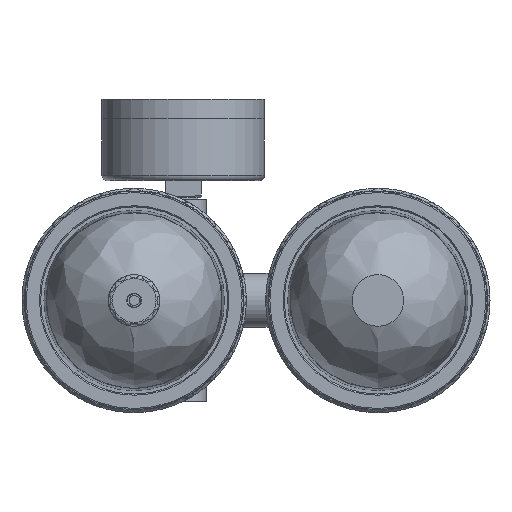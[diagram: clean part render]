
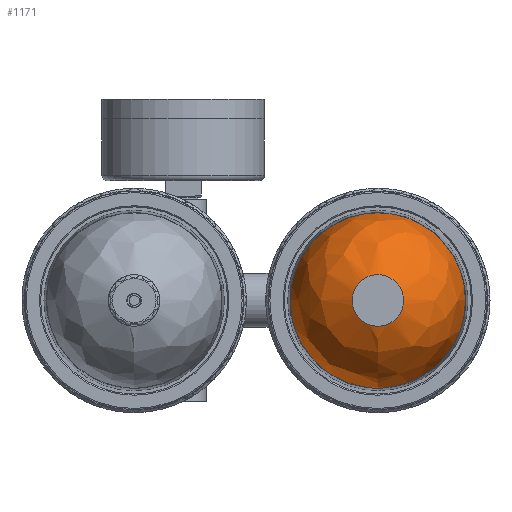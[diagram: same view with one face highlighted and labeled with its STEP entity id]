
A CAD part, front view. The second image highlights one B-rep face of the part: STEP entity #1171.
In plain terms, the highlighted free-form (B-spline) face has degree [3, 3] with [4, 7] control points.
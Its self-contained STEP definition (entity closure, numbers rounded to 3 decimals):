
#1171 = ADVANCED_FACE( '', ( #3073, #3074 ), #3075, .T. );
#3073 = FACE_OUTER_BOUND( '', #5030, .T. );
#3074 = FACE_OUTER_BOUND( '', #5031, .T. );
#3075 = ( BOUNDED_SURFACE(  )B_SPLINE_SURFACE( 3, 3, ( ( #5034, #5035, #5036, #5037, #5038, #5039, #5040 ), ( #5041, #5042, #5043, #5044, #5045, #5046, #5047 ), ( #5048, #5049, #5050, #5051, #5052, #5053, #5054 ), ( #5055, #5056, #5057, #5058, #5059, #5060, #5061 ) ), .UNSPECIFIED., .F., .T., .F. )B_SPLINE_SURFACE_WITH_KNOTS( ( 4, 4 ), ( 4, 3, 4 ), ( 0., 6.283 ), ( 0.011, 0.642, 1.272 ), .UNSPECIFIED. )GEOMETRIC_REPRESENTATION_ITEM(  )RATIONAL_B_SPLINE_SURFACE( ( ( 1., 0.333, 0.333, 1., 0.333, 0.333, 1. ), ( 0.872, 0.291, 0.291, 0.872, 0.291, 0.291, 0.872 ), ( 0.872, 0.291, 0.291, 0.872, 0.291, 0.291, 0.872 ), ( 1., 0.333, 0.333, 1., 0.333, 0.333, 1. ) ) )REPRESENTATION_ITEM( '' )SURFACE(  ) );
#5030 = EDGE_LOOP( '', ( #11623 ) );
#5031 = EDGE_LOOP( '', ( #11624 ) );
#5034 = CARTESIAN_POINT( '', ( 0., -118.496, -10. ) );
#5035 = CARTESIAN_POINT( '', ( 20., -118.496, -10. ) );
#5036 = CARTESIAN_POINT( '', ( 20., -118.496, 10. ) );
#5037 = CARTESIAN_POINT( '', ( 0., -118.496, 10. ) );
#5038 = CARTESIAN_POINT( '', ( -20., -118.496, 10. ) );
#5039 = CARTESIAN_POINT( '', ( -20., -118.496, -10. ) );
#5040 = CARTESIAN_POINT( '', ( 0., -118.496, -10. ) );
#5041 = CARTESIAN_POINT( '', ( 0., -113.987, -24.651 ) );
#5042 = CARTESIAN_POINT( '', ( 49.302, -113.987, -24.651 ) );
#5043 = CARTESIAN_POINT( '', ( 49.302, -113.987, 24.651 ) );
#5044 = CARTESIAN_POINT( '', ( 0., -113.987, 24.651 ) );
#5045 = CARTESIAN_POINT( '', ( -49.302, -113.987, 24.651 ) );
#5046 = CARTESIAN_POINT( '', ( -49.302, -113.987, -24.651 ) );
#5047 = CARTESIAN_POINT( '', ( 0., -113.987, -24.651 ) );
#5048 = CARTESIAN_POINT( '', ( 0., -101.706, -33.826 ) );
#5049 = CARTESIAN_POINT( '', ( 67.651, -101.706, -33.826 ) );
#5050 = CARTESIAN_POINT( '', ( 67.651, -101.706, 33.826 ) );
#5051 = CARTESIAN_POINT( '', ( 0., -101.706, 33.826 ) );
#5052 = CARTESIAN_POINT( '', ( -67.651, -101.706, 33.826 ) );
#5053 = CARTESIAN_POINT( '', ( -67.651, -101.706, -33.826 ) );
#5054 = CARTESIAN_POINT( '', ( 0., -101.706, -33.826 ) );
#5055 = CARTESIAN_POINT( '', ( 0., -86.378, -33.996 ) );
#5056 = CARTESIAN_POINT( '', ( 67.992, -86.378, -33.996 ) );
#5057 = CARTESIAN_POINT( '', ( 67.992, -86.378, 33.996 ) );
#5058 = CARTESIAN_POINT( '', ( 0., -86.378, 33.996 ) );
#5059 = CARTESIAN_POINT( '', ( -67.992, -86.378, 33.996 ) );
#5060 = CARTESIAN_POINT( '', ( -67.992, -86.378, -33.996 ) );
#5061 = CARTESIAN_POINT( '', ( 0., -86.378, -33.996 ) );
#11623 = ORIENTED_EDGE( '', *, *, #13663, .T. );
#11624 = ORIENTED_EDGE( '', *, *, #13662, .F. );
#13662 = EDGE_CURVE( '', #16965, #16965, #16966, .T. );
#13663 = EDGE_CURVE( '', #16967, #16967, #16968, .T. );
#16965 = VERTEX_POINT( '', #25086 );
#16966 = CIRCLE( '', #25087, 10. );
#16967 = VERTEX_POINT( '', #25088 );
#16968 = CIRCLE( '', #25089, 33.996 );
#25086 = CARTESIAN_POINT( '', ( 0., -118.496, -10. ) );
#25087 = AXIS2_PLACEMENT_3D( '', #28355, #28356, #28357 );
#25088 = CARTESIAN_POINT( '', ( 0., -86.378, -33.996 ) );
#25089 = AXIS2_PLACEMENT_3D( '', #28358, #28359, #28360 );
#28355 = CARTESIAN_POINT( '', ( 0., -118.496, 0. ) );
#28356 = DIRECTION( '', ( 0., -1., 0. ) );
#28357 = DIRECTION( '', ( 0., 0., -1. ) );
#28358 = CARTESIAN_POINT( '', ( 0., -86.378, 0. ) );
#28359 = DIRECTION( '', ( 0., -1., 0. ) );
#28360 = DIRECTION( '', ( 0., 0., -1. ) );
